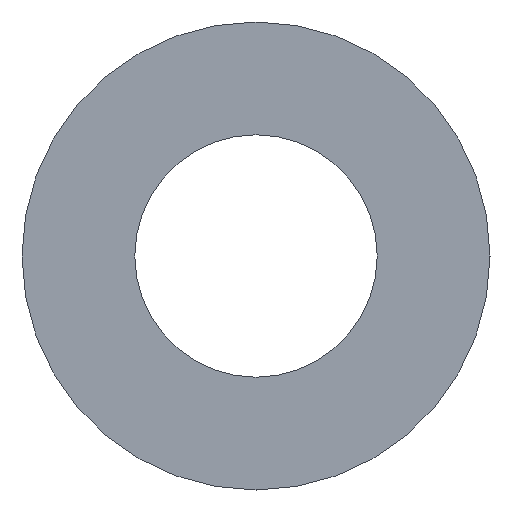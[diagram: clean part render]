
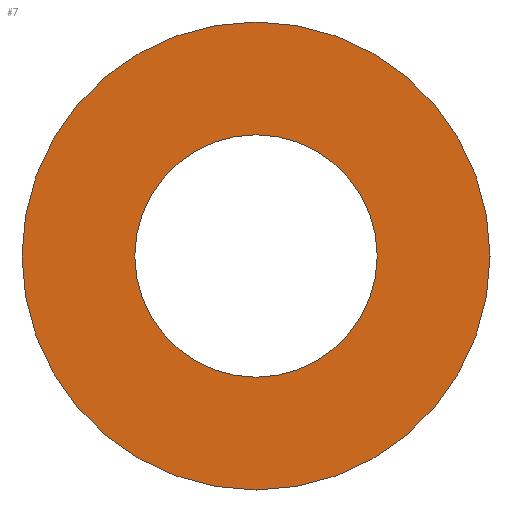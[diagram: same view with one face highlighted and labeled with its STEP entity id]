
A CAD part, front view. The second image highlights one B-rep face of the part: STEP entity #7.
In plain terms, the highlighted planar face has unit normal (0, -1, 0).
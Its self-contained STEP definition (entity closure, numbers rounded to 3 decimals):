
#4 = EDGE_CURVE ( 'NONE', #66, #65, #98, .T. ) ;
#6 = ORIENTED_EDGE ( 'NONE', *, *, #4, .T. ) ;
#7 = ADVANCED_FACE ( 'NONE', ( #138, #136 ), #100, .T. ) ;
#8 = EDGE_CURVE ( 'NONE', #39, #38, #99, .T. ) ;
#9 = ORIENTED_EDGE ( 'NONE', *, *, #22, .T. ) ;
#10 = EDGE_LOOP ( 'NONE', ( #11, #63 ) ) ;
#11 = ORIENTED_EDGE ( 'NONE', *, *, #8, .F. ) ;
#22 = EDGE_CURVE ( 'NONE', #65, #66, #102, .T. ) ;
#23 = EDGE_LOOP ( 'NONE', ( #9, #6 ) ) ;
#38 = VERTEX_POINT ( 'NONE', #131 ) ;
#39 = VERTEX_POINT ( 'NONE', #132 ) ;
#59 = EDGE_CURVE ( 'NONE', #38, #39, #207, .T. ) ;
#63 = ORIENTED_EDGE ( 'NONE', *, *, #59, .F. ) ;
#65 = VERTEX_POINT ( 'NONE', #184 ) ;
#66 = VERTEX_POINT ( 'NONE', #200 ) ;
#98 = CIRCLE ( 'NONE', #152, 14. ) ;
#99 = CIRCLE ( 'NONE', #148, 7.25 ) ;
#100 = PLANE ( 'NONE',  #137 ) ;
#102 = CIRCLE ( 'NONE', #168, 14. ) ;
#105 = DIRECTION ( 'NONE',  ( 0., 0., -1. ) ) ;
#106 = DIRECTION ( 'NONE',  ( 0., -1., 0. ) ) ;
#107 = CARTESIAN_POINT ( 'NONE',  ( 0., 0., 0. ) ) ;
#131 = CARTESIAN_POINT ( 'NONE',  ( 0., 0., 7.25 ) ) ;
#132 = CARTESIAN_POINT ( 'NONE',  ( 0., 0., -7.25 ) ) ;
#135 = CARTESIAN_POINT ( 'NONE',  ( 14., 0., 0. ) ) ;
#136 = FACE_BOUND ( 'NONE', #10, .T. ) ;
#137 = AXIS2_PLACEMENT_3D ( 'NONE', #135, #166, #165 ) ;
#138 = FACE_OUTER_BOUND ( 'NONE', #23, .T. ) ;
#148 = AXIS2_PLACEMENT_3D ( 'NONE', #107, #106, #105 ) ;
#149 = DIRECTION ( 'NONE',  ( 0., 0., -1. ) ) ;
#150 = DIRECTION ( 'NONE',  ( 0., -1., 0. ) ) ;
#151 = CARTESIAN_POINT ( 'NONE',  ( 0., 0., 0. ) ) ;
#152 = AXIS2_PLACEMENT_3D ( 'NONE', #151, #150, #149 ) ;
#165 = DIRECTION ( 'NONE',  ( 0., 0., -1. ) ) ;
#166 = DIRECTION ( 'NONE',  ( 0., -1., 0. ) ) ;
#167 = CARTESIAN_POINT ( 'NONE',  ( 0., 0., 0. ) ) ;
#168 = AXIS2_PLACEMENT_3D ( 'NONE', #167, #171, #170 ) ;
#170 = DIRECTION ( 'NONE',  ( 0., 0., -1. ) ) ;
#171 = DIRECTION ( 'NONE',  ( 0., -1., 0. ) ) ;
#184 = CARTESIAN_POINT ( 'NONE',  ( 0., 0., -14. ) ) ;
#200 = CARTESIAN_POINT ( 'NONE',  ( 0., 0., 14. ) ) ;
#202 = AXIS2_PLACEMENT_3D ( 'NONE', #206, #205, #204 ) ;
#204 = DIRECTION ( 'NONE',  ( 0., 0., -1. ) ) ;
#205 = DIRECTION ( 'NONE',  ( 0., -1., 0. ) ) ;
#206 = CARTESIAN_POINT ( 'NONE',  ( 0., 0., 0. ) ) ;
#207 = CIRCLE ( 'NONE', #202, 7.25 ) ;
